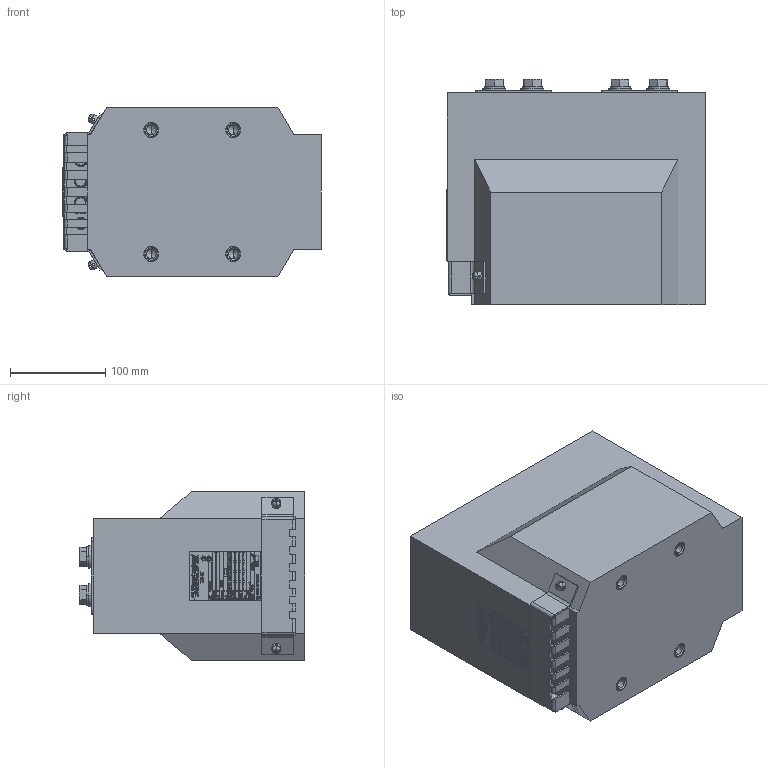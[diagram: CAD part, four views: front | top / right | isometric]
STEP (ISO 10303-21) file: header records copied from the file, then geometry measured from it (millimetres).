
FILE_DESCRIPTION (( 'STEP AP214' ), '1' );
FILE_NAME ('ﾒﾋﾊ-ﾑﾒ-10-8.3 (2500).STEP', '2023-06-23T07:40:01', ( '' ), ( '' ), 'SwSTEP 2.0', 'SolidWorks 2014', '' );
FILE_SCHEMA (( 'AUTOMOTIVE_DESIGN' ));
Length unit declared in the file: millimetre
Products named in the file (65): Áîëò Ì12õ30.58.019 ÃÎÑÒ7805-70 (DIN933); Êîìïàóíä ÒËÊ-ÑÒ-10-8.3_2500€; .007 蹴濋趌; .006 Ãàéêà ñïåöèàëüíàÿ_; ﾘ琺矜 12.65ﾃ.019 ﾃﾎﾑﾒ6402-70 (DIN127B); ﾘ琺矜 12.01.016 ﾃﾎﾑﾒ11371-70 (DIN125A); ÂÅÈÓ.754312.182À Òàáëè÷êà òåõíè÷åñêèõ äàííûõ ÒËÊ-ÑÒ_; Êîìïàóíä ÒËÊ-ÑÒ-10-8.3; 屡扔.758181.002 妈眚 镫铎徼痤忸黜; ﾒﾋﾊ-ﾑﾒ-10-8.3 (2500); hex screw gradec_din; ÂÅÈÓ.754312.182À Òàáëè÷êà òåõíè÷åñêèõ äàííûõ ÒËÊ-ÑÒ__-00; curved spring lock washer_din; .024 侲膰翴籦鴀_; .006 Ãàéêà ñïåöèàëüíàÿ__00; plain washer hardened grade a_din; plain washer hardened grade a_din_Washer DIN 125 - A 6.4 - 300HV; hex screw gradec_din_ISO 4018 - M6 x 12-NN; curved spring lock washer_din_Spring washer DIN 128 - A6; .008 Êðûøêà çàùèòíàÿ (ÒËÊ-ÑÒ-10-7)_-01; .007 蹴濋趌_-01; .008 Êðûøêà çàùèòíàÿ (ÒËÊ-ÑÒ-10-7)
Assembly tree (51 placements, depth 2):
  Áîëò Ì12õ30.58.019 ÃÎÑÒ7805-70 (DIN933)
  .007 蹴濋趌
  .006 Ãàéêà ñïåöèàëüíàÿ_
  ﾘ琺矜 12.65ﾃ.019 ﾃﾎﾑﾒ6402-70 (DIN127B)
  .007 蹴濋趌
Bounding box: 270.6 x 236.55 x 178 mm (x, y, z)
Volume: 9245864.9 mm3; surface area: 426925.8 mm2
Topology: 51 solids, 51 shells, 3974 faces, 10241 edges, 6664 vertices
Faces by surface type: plane 2262, bspline 1042, cylinder 392, cone 242, torus 28, sphere 8
Entity records: 181638 total; most frequent: CARTESIAN_POINT 74448, ORIENTED_EDGE 17804, DIRECTION 11985, EDGE_CURVE 8902, LINE 6325, VECTOR 6325, VERTEX_POINT 5877, EDGE_LOOP 3715
